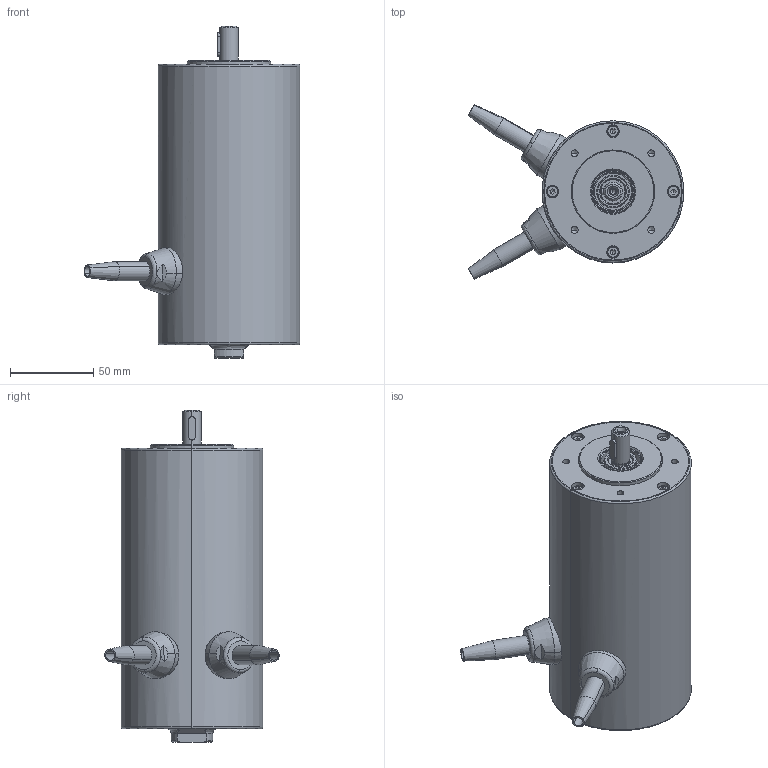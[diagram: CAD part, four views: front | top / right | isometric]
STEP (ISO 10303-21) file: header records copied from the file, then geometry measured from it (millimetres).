
FILE_DESCRIPTION((''),'2;1');
FILE_NAME('BF-83 + Resolver + Brake.stp','2015-06-26T13:46:41',('arodrigo'),(''),'Autodesk Inventor 9','Autodesk Inventor 9','');
FILE_SCHEMA(('AUTOMOTIVE_DESIGN { 1 0 10303 214 1 1 1 1 }'));
Length unit declared in the file: millimetre
Products named in the file (1): Pieza1
Bounding box: 129.33 x 104.59 x 199 mm (x, y, z)
Volume: 766641.9 mm3; surface area: 101848.1 mm2
Topology: 19 solids, 19 shells, 403 faces, 952 edges, 610 vertices
Faces by surface type: bspline 135, cylinder 96, plane 96, cone 48, torus 28
Entity records: 14782 total; most frequent: CARTESIAN_POINT 5776, DIRECTION 1900, ORIENTED_EDGE 1852, EDGE_CURVE 926, AXIS2_PLACEMENT_3D 795, VERTEX_POINT 610, CIRCLE 518, EDGE_LOOP 480
